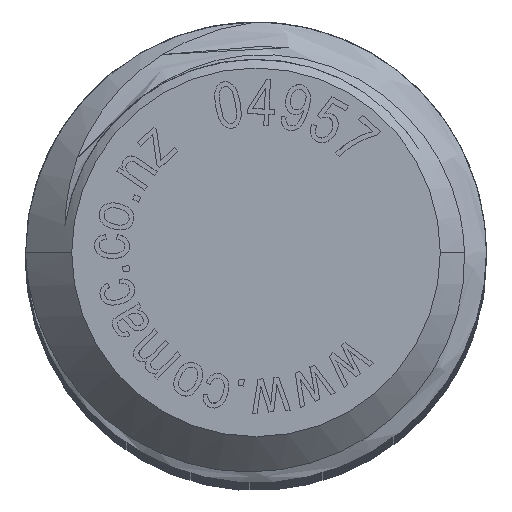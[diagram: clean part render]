
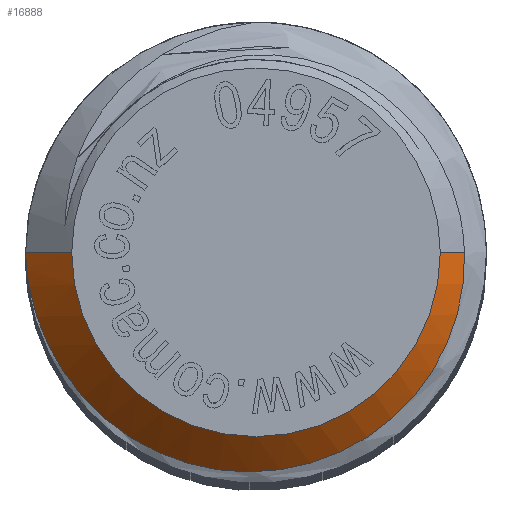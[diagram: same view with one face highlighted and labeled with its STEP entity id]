
A CAD part, top view. The second image highlights one B-rep face of the part: STEP entity #16888.
In plain terms, the highlighted conical face has half-angle 45 degrees and reference radius 4 mm.
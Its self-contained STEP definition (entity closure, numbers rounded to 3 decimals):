
#601 = CARTESIAN_POINT ( 'NONE',  ( 0., 0., 100. ) ) ;
#604 = CARTESIAN_POINT ( 'NONE',  ( -2.294, -4.27, 99.163 ) ) ;
#687 = CARTESIAN_POINT ( 'NONE',  ( -3.33, -3.573, 99.126 ) ) ;
#1847 = EDGE_CURVE ( 'NONE', #25192, #7134, #23038, .T. ) ;
#2045 = CARTESIAN_POINT ( 'NONE',  ( 4.089, -2.124, 99.403 ) ) ;
#2056 = FACE_OUTER_BOUND ( 'NONE', #10054, .T. ) ;
#2615 = CARTESIAN_POINT ( 'NONE',  ( -4.953, -0.623, 99.018 ) ) ;
#2778 = EDGE_CURVE ( 'NONE', #8893, #21582, #24298, .T. ) ;
#2786 = CARTESIAN_POINT ( 'NONE',  ( 3.689, -2.791, 99.377 ) ) ;
#3284 = CARTESIAN_POINT ( 'NONE',  ( 4.525, 0., 99.475 ) ) ;
#3524 = CARTESIAN_POINT ( 'NONE',  ( 4., 0., 100. ) ) ;
#4205 = EDGE_CURVE ( 'NONE', #21582, #25192, #14178, .T. ) ;
#4457 = CARTESIAN_POINT ( 'NONE',  ( 2.964, -3.609, 99.34 ) ) ;
#4549 = CARTESIAN_POINT ( 'NONE',  ( -4.819, -1.23, 99.036 ) ) ;
#4626 = CARTESIAN_POINT ( 'NONE',  ( 0.121, -4.767, 99.242 ) ) ;
#4802 = CARTESIAN_POINT ( 'NONE',  ( -5., 0., 99. ) ) ;
#5961 = DIRECTION ( 'NONE',  ( -0.707, 0., -0.707 ) ) ;
#6376 = ORIENTED_EDGE ( 'NONE', *, *, #4205, .F. ) ;
#6468 = CARTESIAN_POINT ( 'NONE',  ( 3.295, -3.277, 99.356 ) ) ;
#6528 = EDGE_CURVE ( 'NONE', #8893, #7134, #10968, .T. ) ;
#6644 = CARTESIAN_POINT ( 'NONE',  ( -4.722, -1.53, 99.046 ) ) ;
#6734 = CARTESIAN_POINT ( 'NONE',  ( -5., 0., 99. ) ) ;
#6822 = CARTESIAN_POINT ( 'NONE',  ( 2.724, -3.805, 99.331 ) ) ;
#7134 = VERTEX_POINT ( 'NONE', #6734 ) ;
#7527 = DIRECTION ( 'NONE',  ( -1., 0., 0. ) ) ;
#7633 = ORIENTED_EDGE ( 'NONE', *, *, #6528, .T. ) ;
#8397 = CARTESIAN_POINT ( 'NONE',  ( 4.32, -1.54, 99.425 ) ) ;
#8570 = ORIENTED_EDGE ( 'NONE', *, *, #2778, .F. ) ;
#8653 = CARTESIAN_POINT ( 'NONE',  ( 1.924, -4.297, 99.303 ) ) ;
#8893 = VERTEX_POINT ( 'NONE', #24816 ) ;
#10054 = EDGE_LOOP ( 'NONE', ( #6376, #8570, #7633, #10882 ) ) ;
#10342 = CARTESIAN_POINT ( 'NONE',  ( 4.404, -1.24, 99.435 ) ) ;
#10425 = CARTESIAN_POINT ( 'NONE',  ( -4.474, -2.104, 99.066 ) ) ;
#10517 = CARTESIAN_POINT ( 'NONE',  ( -3.09, -3.77, 99.135 ) ) ;
#10596 = CARTESIAN_POINT ( 'NONE',  ( 3.401, -3.16, 99.361 ) ) ;
#10680 = CARTESIAN_POINT ( 'NONE',  ( 3.598, -2.917, 99.371 ) ) ;
#10882 = ORIENTED_EDGE ( 'NONE', *, *, #1847, .F. ) ;
#10968 = LINE ( 'NONE', #17762, #18223 ) ;
#12527 = CARTESIAN_POINT ( 'NONE',  ( 3.944, -2.401, 99.393 ) ) ;
#12611 = CARTESIAN_POINT ( 'NONE',  ( -1.426, -4.604, 99.191 ) ) ;
#12787 = CARTESIAN_POINT ( 'NONE',  ( 1.05, -4.62, 99.273 ) ) ;
#13980 = CONICAL_SURFACE ( 'NONE', #14569, 4., 0.785 ) ;
#14178 = LINE ( 'NONE', #3524, #14488 ) ;
#14297 = CARTESIAN_POINT ( 'NONE',  ( 4.525, 0., 99.475 ) ) ;
#14456 = CARTESIAN_POINT ( 'NONE',  ( -0.811, -4.73, 99.211 ) ) ;
#14488 = VECTOR ( 'NONE', #15645, 1000. ) ;
#14569 = AXIS2_PLACEMENT_3D ( 'NONE', #17105, #23172, #7527 ) ;
#14640 = DIRECTION ( 'NONE',  ( 1., 0., 0. ) ) ;
#14644 = CARTESIAN_POINT ( 'NONE',  ( -3.974, -2.89, 99.096 ) ) ;
#15645 = DIRECTION ( 'NONE',  ( 0.707, 0., -0.707 ) ) ;
#16327 = AXIS2_PLACEMENT_3D ( 'NONE', #601, #18601, #14640 ) ;
#16577 = CARTESIAN_POINT ( 'NONE',  ( 0.435, -4.738, 99.252 ) ) ;
#16652 = CARTESIAN_POINT ( 'NONE',  ( 1.348, -4.531, 99.283 ) ) ;
#16888 = ADVANCED_FACE ( 'NONE', ( #2056 ), #13980, .T. ) ;
#17105 = CARTESIAN_POINT ( 'NONE',  ( 0., 0., 100. ) ) ;
#17762 = CARTESIAN_POINT ( 'NONE',  ( -4., 0., 100. ) ) ;
#18223 = VECTOR ( 'NONE', #5961, 1000. ) ;
#18433 = CARTESIAN_POINT ( 'NONE',  ( 4.511, -0.628, 99.456 ) ) ;
#18601 = DIRECTION ( 'NONE',  ( 0., 0., 1. ) ) ;
#18692 = CARTESIAN_POINT ( 'NONE',  ( 2.205, -4.149, 99.312 ) ) ;
#21582 = VERTEX_POINT ( 'NONE', #25289 ) ;
#22394 = CARTESIAN_POINT ( 'NONE',  ( 4.534, -0.311, 99.466 ) ) ;
#22484 = CARTESIAN_POINT ( 'NONE',  ( -4.991, -0.315, 99.009 ) ) ;
#22564 = CARTESIAN_POINT ( 'NONE',  ( -0.499, -4.763, 99.221 ) ) ;
#22732 = CARTESIAN_POINT ( 'NONE',  ( -3.772, -3.134, 99.106 ) ) ;
#23038 = B_SPLINE_CURVE_WITH_KNOTS ( 'NONE', 3,
 ( #14297, #22394, #18433, #10342, #8397, #2045, #12527, #2786, #10680, #10596, #6468, #4457, #6822, #18692, #8653, #16652, #12787, #16577, #4626, #22564, #14456, #12611, #24576, #604, #24495, #10517, #687, #22732, #14644, #24754, #10425, #6644, #4549, #2615, #22484, #4802 ),
 .UNSPECIFIED., .F., .F.,
 ( 4, 2, 2, 2, 2, 2, 2, 2, 2, 2, 2, 2, 2, 2, 2, 2, 2, 4 ),
 ( 0.01, 0.011, 0.012, 0.013, 0.013, 0.014, 0.015, 0.015, 0.016, 0.017, 0.018, 0.019, 0.02, 0.021, 0.022, 0.023, 0.024, 0.025 ),
 .UNSPECIFIED. ) ;
#23172 = DIRECTION ( 'NONE',  ( 0., 0., -1. ) ) ;
#24298 = CIRCLE ( 'NONE', #16327, 4. ) ;
#24495 = CARTESIAN_POINT ( 'NONE',  ( -2.572, -4.119, 99.154 ) ) ;
#24576 = CARTESIAN_POINT ( 'NONE',  ( -1.722, -4.511, 99.181 ) ) ;
#24754 = CARTESIAN_POINT ( 'NONE',  ( -4.324, -2.376, 99.076 ) ) ;
#24816 = CARTESIAN_POINT ( 'NONE',  ( -4., 0., 100. ) ) ;
#25192 = VERTEX_POINT ( 'NONE', #3284 ) ;
#25289 = CARTESIAN_POINT ( 'NONE',  ( 4., 0., 100. ) ) ;
